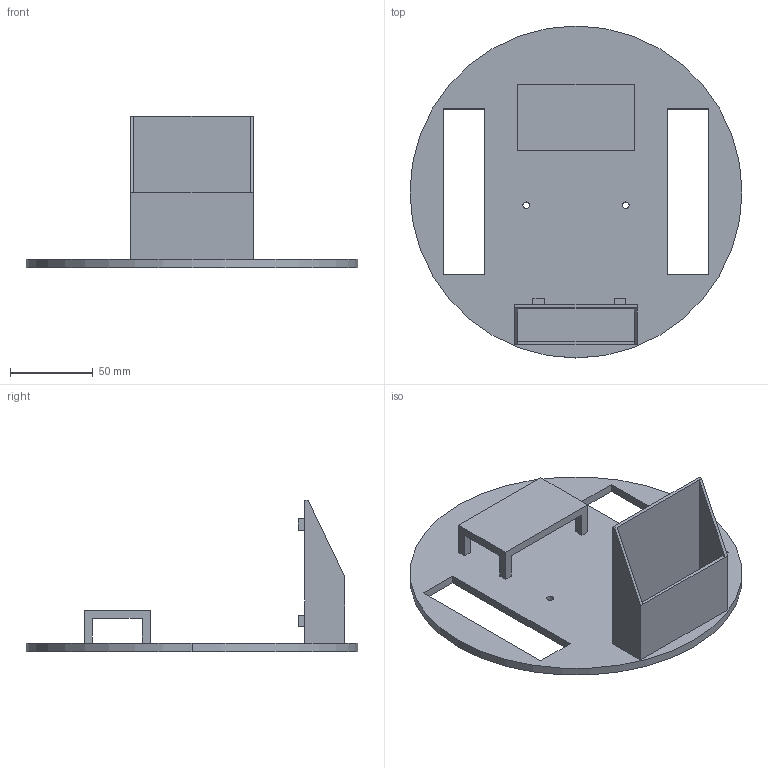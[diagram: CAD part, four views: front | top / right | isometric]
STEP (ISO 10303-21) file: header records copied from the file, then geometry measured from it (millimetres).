
FILE_DESCRIPTION (( 'STEP AP203' ), '1' );
FILE_NAME ('vacume.STEP', '2020-04-19T22:49:31', ( '' ), ( '' ), 'SwSTEP 2.0', 'SolidWorks 2018', '' );
FILE_SCHEMA (( 'CONFIG_CONTROL_DESIGN' ));
Length unit declared in the file: millimetre
Products named in the file (1): vacume
Bounding box: 200 x 200 x 91 mm (x, y, z)
Volume: 171996.9 mm3; surface area: 90835.6 mm2
Topology: 1 solids, 1 shells, 75 faces, 194 edges, 128 vertices
Faces by surface type: plane 61, cylinder 14
Entity records: 2369 total; most frequent: CARTESIAN_POINT 398, ORIENTED_EDGE 388, DIRECTION 374, EDGE_CURVE 194, VECTOR 166, LINE 166, VERTEX_POINT 128, AXIS2_PLACEMENT_3D 104
